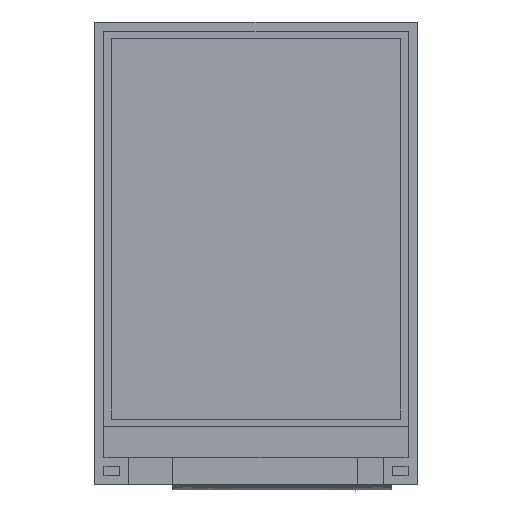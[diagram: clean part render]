
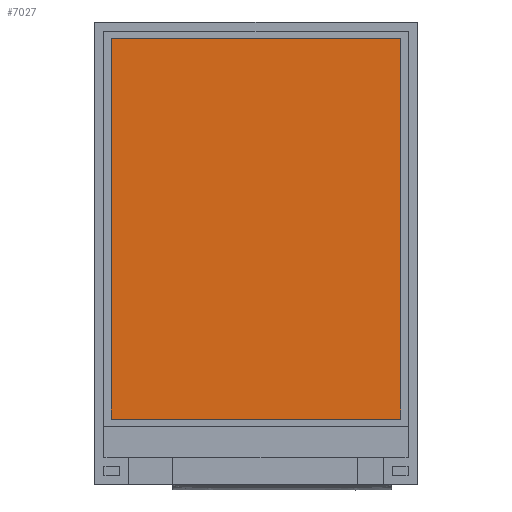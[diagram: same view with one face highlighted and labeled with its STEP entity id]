
A CAD part, top view. The second image highlights one B-rep face of the part: STEP entity #7027.
In plain terms, the highlighted planar face has unit normal (0, 0, 1).
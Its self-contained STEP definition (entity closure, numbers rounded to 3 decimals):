
#463=FACE_OUTER_BOUND('',#861,.T.);
#861=EDGE_LOOP('',(#4687,#4688,#4689,#4690));
#1297=LINE('',#9782,#2109);
#1300=LINE('',#9788,#2112);
#1303=LINE('',#9794,#2115);
#1306=LINE('',#9798,#2118);
#2109=VECTOR('',#7985,10.);
#2112=VECTOR('',#7990,10.);
#2115=VECTOR('',#7995,10.);
#2118=VECTOR('',#8000,10.);
#2917=VERTEX_POINT('',#9779);
#2918=VERTEX_POINT('',#9781);
#2920=VERTEX_POINT('',#9787);
#2922=VERTEX_POINT('',#9793);
#3617=EDGE_CURVE('',#2918,#2917,#1297,.T.);
#3620=EDGE_CURVE('',#2920,#2918,#1300,.T.);
#3623=EDGE_CURVE('',#2922,#2920,#1303,.T.);
#3626=EDGE_CURVE('',#2917,#2922,#1306,.T.);
#4687=ORIENTED_EDGE('',*,*,#3626,.T.);
#4688=ORIENTED_EDGE('',*,*,#3623,.T.);
#4689=ORIENTED_EDGE('',*,*,#3620,.T.);
#4690=ORIENTED_EDGE('',*,*,#3617,.T.);
#6745=PLANE('',#7474);
#7027=ADVANCED_FACE('',(#463),#6745,.T.);
#7474=AXIS2_PLACEMENT_3D('',#9799,#8001,#8002);
#7985=DIRECTION('',(0.,-1.,0.));
#7990=DIRECTION('',(-1.,0.,0.));
#7995=DIRECTION('',(0.,1.,0.));
#8000=DIRECTION('',(1.,0.,0.));
#8001=DIRECTION('center_axis',(0.,0.,1.));
#8002=DIRECTION('ref_axis',(1.,0.,0.));
#9779=CARTESIAN_POINT('',(1.8,7.25,0.));
#9781=CARTESIAN_POINT('',(1.8,49.45,0.));
#9782=CARTESIAN_POINT('',(1.8,17.8,0.));
#9787=CARTESIAN_POINT('',(33.9,49.45,0.));
#9788=CARTESIAN_POINT('',(9.825,49.45,0.));
#9793=CARTESIAN_POINT('',(33.9,7.25,0.));
#9794=CARTESIAN_POINT('',(33.9,38.9,0.));
#9798=CARTESIAN_POINT('',(25.875,7.25,0.));
#9799=CARTESIAN_POINT('Origin',(17.85,28.35,0.));
